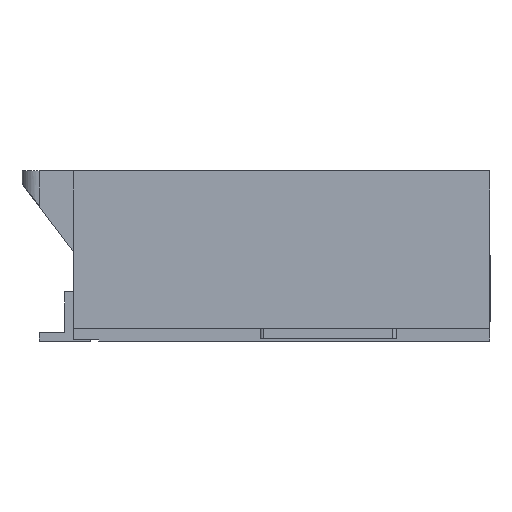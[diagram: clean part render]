
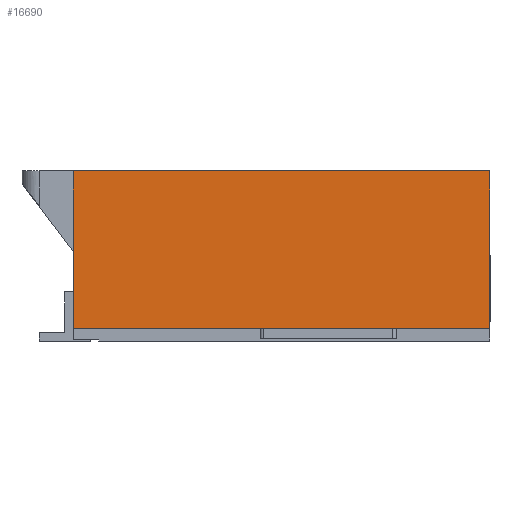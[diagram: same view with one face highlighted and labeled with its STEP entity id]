
A CAD part, left-side view. The second image highlights one B-rep face of the part: STEP entity #16690.
In plain terms, the highlighted planar face has unit normal (-1, 0, 0).
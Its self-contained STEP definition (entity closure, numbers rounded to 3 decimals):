
#458 = CARTESIAN_POINT ( 'NONE',  ( -5.25, -5.2, 0. ) ) ;
#1585 = CARTESIAN_POINT ( 'NONE',  ( -5.25, -0.3, 2. ) ) ;
#3265 = CARTESIAN_POINT ( 'NONE',  ( -5.25, -5.2, 2. ) ) ;
#4737 = CARTESIAN_POINT ( 'NONE',  ( -5.25, -5.2, 0.15 ) ) ;
#5218 = CARTESIAN_POINT ( 'NONE',  ( -5.25, 0., 0. ) ) ;
#5310 = LINE ( 'NONE', #27482, #16433 ) ;
#5694 = EDGE_LOOP ( 'NONE', ( #35136, #27203, #10992, #29288 ) ) ;
#6689 = FACE_OUTER_BOUND ( 'NONE', #5694, .T. ) ;
#10992 = ORIENTED_EDGE ( 'NONE', *, *, #30083, .T. ) ;
#13175 = DIRECTION ( 'NONE',  ( 0., 1., 0. ) ) ;
#14101 = LINE ( 'NONE', #458, #24937 ) ;
#16270 = CARTESIAN_POINT ( 'NONE',  ( -5.25, -5.2, 2. ) ) ;
#16433 = VECTOR ( 'NONE', #34967, 1000. ) ;
#16580 = VECTOR ( 'NONE', #19499, 1000. ) ;
#16621 = DIRECTION ( 'NONE',  ( 0., 0., 1. ) ) ;
#16690 = ADVANCED_FACE ( 'NONE', ( #6689 ), #28506, .F. ) ;
#17614 = VERTEX_POINT ( 'NONE', #1585 ) ;
#18661 = VERTEX_POINT ( 'NONE', #4737 ) ;
#19499 = DIRECTION ( 'NONE',  ( 0., 1., 0. ) ) ;
#20510 = CARTESIAN_POINT ( 'NONE',  ( -5.25, -0.3, 0.15 ) ) ;
#23121 = LINE ( 'NONE', #23294, #24762 ) ;
#23294 = CARTESIAN_POINT ( 'NONE',  ( -5.25, -0.3, 0. ) ) ;
#23479 = EDGE_CURVE ( 'NONE', #18661, #25121, #14101, .T. ) ;
#24762 = VECTOR ( 'NONE', #28314, 1000. ) ;
#24937 = VECTOR ( 'NONE', #16621, 1000. ) ;
#25121 = VERTEX_POINT ( 'NONE', #3265 ) ;
#27203 = ORIENTED_EDGE ( 'NONE', *, *, #23479, .T. ) ;
#27482 = CARTESIAN_POINT ( 'NONE',  ( -5.25, -0.3, 0.15 ) ) ;
#27955 = EDGE_CURVE ( 'NONE', #32879, #18661, #5310, .T. ) ;
#28314 = DIRECTION ( 'NONE',  ( 0., 0., -1. ) ) ;
#28506 = PLANE ( 'NONE',  #32863 ) ;
#29288 = ORIENTED_EDGE ( 'NONE', *, *, #35518, .T. ) ;
#30083 = EDGE_CURVE ( 'NONE', #25121, #17614, #32689, .T. ) ;
#32134 = DIRECTION ( 'NONE',  ( 1., 0., 0. ) ) ;
#32689 = LINE ( 'NONE', #16270, #16580 ) ;
#32863 = AXIS2_PLACEMENT_3D ( 'NONE', #5218, #32134, #13175 ) ;
#32879 = VERTEX_POINT ( 'NONE', #20510 ) ;
#34967 = DIRECTION ( 'NONE',  ( 0., -1., 0. ) ) ;
#35136 = ORIENTED_EDGE ( 'NONE', *, *, #27955, .T. ) ;
#35518 = EDGE_CURVE ( 'NONE', #17614, #32879, #23121, .T. ) ;
